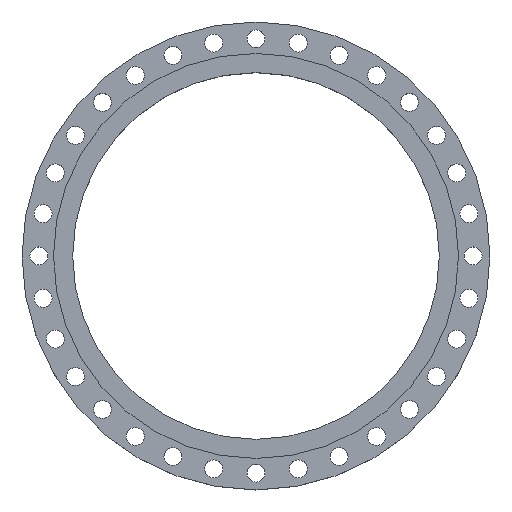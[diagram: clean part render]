
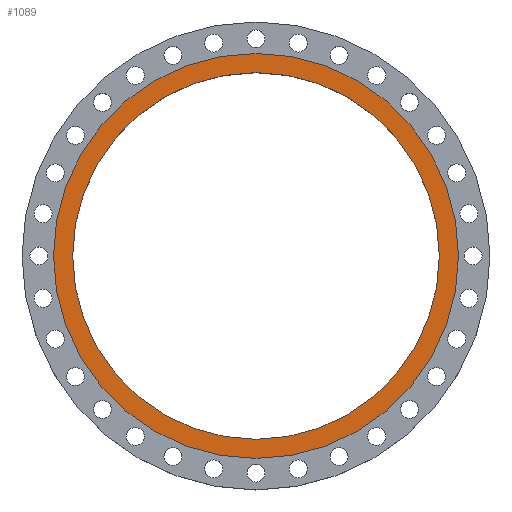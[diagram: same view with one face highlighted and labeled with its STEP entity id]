
A CAD part, top view. The second image highlights one B-rep face of the part: STEP entity #1089.
In plain terms, the highlighted planar face has unit normal (0, 0, 1).
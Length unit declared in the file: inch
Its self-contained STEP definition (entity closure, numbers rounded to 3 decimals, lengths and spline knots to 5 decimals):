
#41 = AXIS2_PLACEMENT_3D ( 'NONE', #1928, #357, #2807 ) ;
#136 = FACE_BOUND ( 'NONE', #2666, .T. ) ;
#185 = FACE_OUTER_BOUND ( 'NONE', #2053, .T. ) ;
#288 = CARTESIAN_POINT ( 'NONE',  ( 0., 0., 0. ) ) ;
#289 = CARTESIAN_POINT ( 'NONE',  ( -22.5, 0., 0. ) ) ;
#298 = VERTEX_POINT ( 'NONE', #360 ) ;
#357 = DIRECTION ( 'NONE',  ( 0., 0., 1. ) ) ;
#360 = CARTESIAN_POINT ( 'NONE',  ( 22.5, 0., 0. ) ) ;
#471 = ORIENTED_EDGE ( 'NONE', *, *, #613, .T. ) ;
#523 = EDGE_CURVE ( 'NONE', #1613, #2194, #2868, .T. ) ;
#543 = CARTESIAN_POINT ( 'NONE',  ( -20.375, 0., 0. ) ) ;
#613 = EDGE_CURVE ( 'NONE', #298, #2191, #628, .T. ) ;
#623 = AXIS2_PLACEMENT_3D ( 'NONE', #1287, #867, #878 ) ;
#628 = CIRCLE ( 'NONE', #41, 22.5 ) ;
#664 = ORIENTED_EDGE ( 'NONE', *, *, #523, .F. ) ;
#813 = AXIS2_PLACEMENT_3D ( 'NONE', #2199, #1868, #2786 ) ;
#851 = CIRCLE ( 'NONE', #2490, 22.5 ) ;
#867 = DIRECTION ( 'NONE',  ( 0., 0., 1. ) ) ;
#878 = DIRECTION ( 'NONE',  ( 1., 0., 0. ) ) ;
#936 = EDGE_CURVE ( 'NONE', #2194, #1613, #1499, .T. ) ;
#1089 = ADVANCED_FACE ( 'NONE', ( #136, #185 ), #1292, .F. ) ;
#1265 = AXIS2_PLACEMENT_3D ( 'NONE', #288, #2310, #2272 ) ;
#1287 = CARTESIAN_POINT ( 'NONE',  ( 0., 0., 0. ) ) ;
#1292 = PLANE ( 'NONE',  #813 ) ;
#1394 = ORIENTED_EDGE ( 'NONE', *, *, #1907, .T. ) ;
#1499 = CIRCLE ( 'NONE', #1265, 20.375 ) ;
#1613 = VERTEX_POINT ( 'NONE', #2003 ) ;
#1681 = DIRECTION ( 'NONE',  ( 1., 0., 0. ) ) ;
#1868 = DIRECTION ( 'NONE',  ( 0., 0., -1. ) ) ;
#1907 = EDGE_CURVE ( 'NONE', #2191, #298, #851, .T. ) ;
#1928 = CARTESIAN_POINT ( 'NONE',  ( 0., 0., 0. ) ) ;
#1950 = DIRECTION ( 'NONE',  ( 0., 0., 1. ) ) ;
#2003 = CARTESIAN_POINT ( 'NONE',  ( 20.375, 0., 0. ) ) ;
#2053 = EDGE_LOOP ( 'NONE', ( #471, #1394 ) ) ;
#2157 = CARTESIAN_POINT ( 'NONE',  ( 0., 0., 0. ) ) ;
#2191 = VERTEX_POINT ( 'NONE', #289 ) ;
#2194 = VERTEX_POINT ( 'NONE', #543 ) ;
#2199 = CARTESIAN_POINT ( 'NONE',  ( 0., 20.375, 0. ) ) ;
#2272 = DIRECTION ( 'NONE',  ( 1., 0., 0. ) ) ;
#2310 = DIRECTION ( 'NONE',  ( 0., 0., 1. ) ) ;
#2482 = ORIENTED_EDGE ( 'NONE', *, *, #936, .F. ) ;
#2490 = AXIS2_PLACEMENT_3D ( 'NONE', #2157, #1950, #1681 ) ;
#2666 = EDGE_LOOP ( 'NONE', ( #664, #2482 ) ) ;
#2786 = DIRECTION ( 'NONE',  ( -1., 0., 0. ) ) ;
#2807 = DIRECTION ( 'NONE',  ( 1., 0., 0. ) ) ;
#2868 = CIRCLE ( 'NONE', #623, 20.375 ) ;
